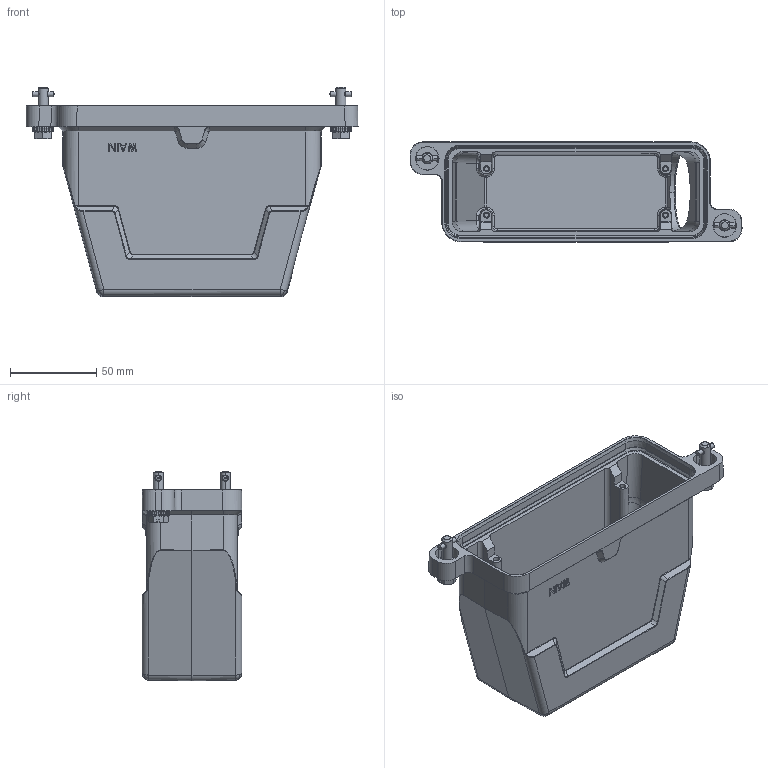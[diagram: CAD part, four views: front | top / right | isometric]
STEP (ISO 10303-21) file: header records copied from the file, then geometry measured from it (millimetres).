
FILE_DESCRIPTION(/* description */ (''),/* implementation_level */ '2;1');
FILE_NAME(/* name */ '3D_1136245405013_HP24B_H-SEH-2T-PG36_V1.0_stp.stp',/* time_stamp */ '2024-01-12T10:47:30+08:00',/* author */ (''),/* organization */ (''),/* preprocessor_version */ 'ST-DEVELOPER v18.1',/* originating_system */ 'SIEMENS PLM Software NX 1980',/* authorisation */ '');
FILE_SCHEMA (('AUTOMOTIVE_DESIGN { 1 0 10303 214 3 1 1 1 }'));
Length unit declared in the file: millimetre
Products named in the file (1): 3D_1136245405013_HP24B_H-SEH-2T-PG36_V1.0_stp
Bounding box: 193 x 58 x 121.95 mm (x, y, z)
Volume: 225059 mm3; surface area: 98864.5 mm2
Topology: 1 solids, 5 shells, 817 faces, 2087 edges, 1308 vertices
Faces by surface type: plane 396, cylinder 197, cone 94, bspline 57, torus 48, sphere 24, revolution 1
Entity records: 32191 total; most frequent: CARTESIAN_POINT 13974, ORIENTED_EDGE 4174, DIRECTION 3201, EDGE_CURVE 2087, VERTEX_POINT 1308, AXIS2_PLACEMENT_3D 1099, LINE 1002, VECTOR 1002
